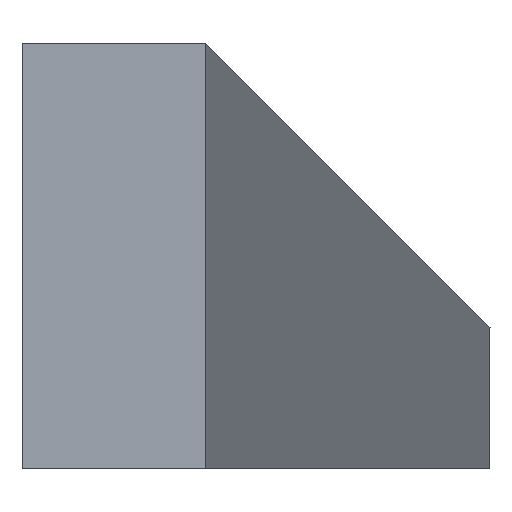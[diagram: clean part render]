
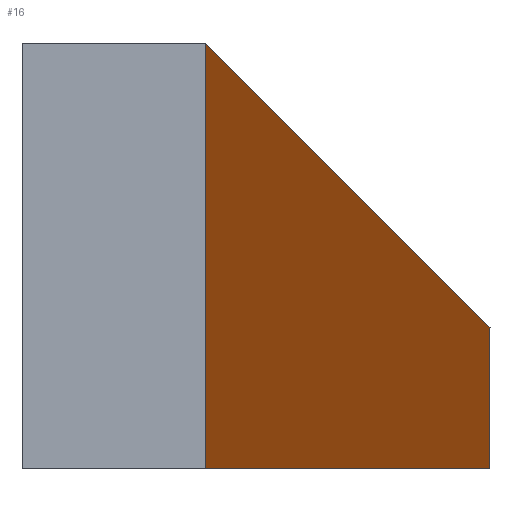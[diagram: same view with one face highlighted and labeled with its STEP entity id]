
A CAD part, left-side view. The second image highlights one B-rep face of the part: STEP entity #16.
In plain terms, the highlighted planar face has unit normal (-0.019, -1, 0).
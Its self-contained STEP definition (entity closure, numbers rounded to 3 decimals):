
#16=ADVANCED_FACE('',(#22),#90,.T.);
#22=FACE_OUTER_BOUND('',#28,.T.);
#28=EDGE_LOOP('',(#40,#41,#42,#43));
#40=ORIENTED_EDGE('',*,*,#56,.F.);
#41=ORIENTED_EDGE('',*,*,#61,.F.);
#42=ORIENTED_EDGE('',*,*,#60,.T.);
#43=ORIENTED_EDGE('',*,*,#63,.F.);
#56=EDGE_CURVE('',#80,#84,#68,.T.);
#60=EDGE_CURVE('',#82,#86,#72,.T.);
#61=EDGE_CURVE('',#82,#80,#73,.T.);
#63=EDGE_CURVE('',#84,#86,#75,.T.);
#68=B_SPLINE_CURVE_WITH_KNOTS('',1,(#214,#215),.UNSPECIFIED.,.F.,.F.,(2,
2),(-629.347,-381.552),.UNSPECIFIED.);
#72=B_SPLINE_CURVE_WITH_KNOTS('',3,(#224,#225,#226,#227),.UNSPECIFIED.,
 .F.,.F.,(4,4),(36.902,284.742),.UNSPECIFIED.);
#73=B_SPLINE_CURVE_WITH_KNOTS('',1,(#228,#229),.UNSPECIFIED.,.F.,.F.,(2,
2),(9.66,12.),.UNSPECIFIED.);
#75=B_SPLINE_CURVE_WITH_KNOTS('',1,(#234,#235),.UNSPECIFIED.,.F.,.F.,(2,
2),(-218.,-210.938),.UNSPECIFIED.);
#80=VERTEX_POINT('',#206);
#82=VERTEX_POINT('',#208);
#84=VERTEX_POINT('',#210);
#86=VERTEX_POINT('',#212);
#90=PLANE('',#184);
#184=AXIS2_PLACEMENT_3D('',#202,#193,$);
#193=DIRECTION('',(-0.019,-1.,0.));
#202=CARTESIAN_POINT('',(6342.894,371.566,408.433));
#206=CARTESIAN_POINT('',(6607.918,366.534,190.433));
#208=CARTESIAN_POINT('',(6607.918,366.534,192.772));
#210=CARTESIAN_POINT('',(6360.168,371.257,190.433));
#212=CARTESIAN_POINT('',(6360.168,371.256,197.495));
#214=CARTESIAN_POINT('',(6607.918,366.534,190.433));
#215=CARTESIAN_POINT('',(6360.168,371.257,190.433));
#224=CARTESIAN_POINT('',(6607.918,366.534,192.772));
#225=CARTESIAN_POINT('',(6525.334,368.108,194.347));
#226=CARTESIAN_POINT('',(6442.751,369.682,195.921));
#227=CARTESIAN_POINT('',(6360.168,371.256,197.495));
#228=CARTESIAN_POINT('',(6607.918,366.534,192.772));
#229=CARTESIAN_POINT('',(6607.918,366.534,190.433));
#234=CARTESIAN_POINT('',(6360.168,371.257,190.433));
#235=CARTESIAN_POINT('',(6360.168,371.256,197.495));
